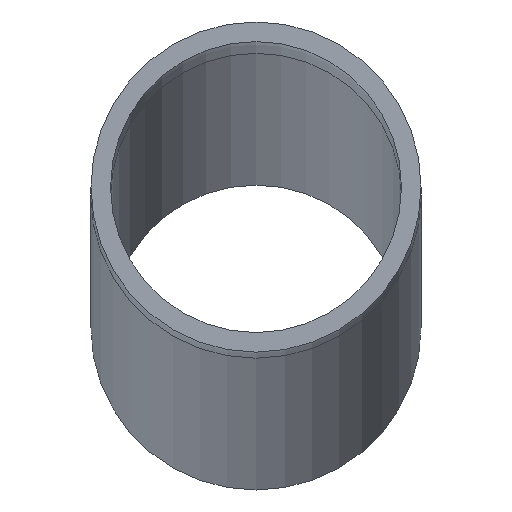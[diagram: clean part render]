
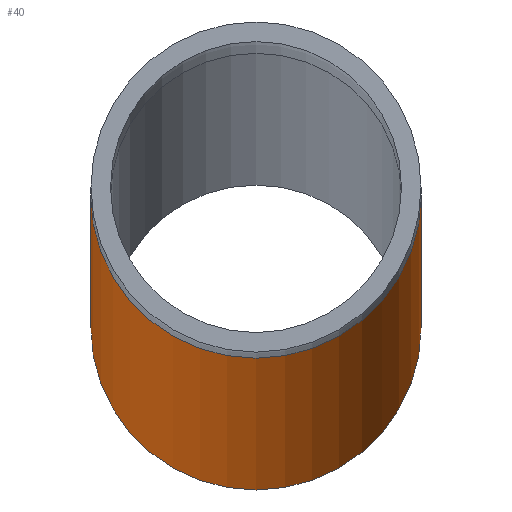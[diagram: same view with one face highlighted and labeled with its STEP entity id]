
A CAD part, left-side view. The second image highlights one B-rep face of the part: STEP entity #40.
In plain terms, the highlighted cylindrical face has radius 200 mm (diameter 400 mm), a full revolution.
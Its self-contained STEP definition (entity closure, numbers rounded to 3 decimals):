
#40 = ADVANCED_FACE( '', ( #81, #82 ), #83, .T. );
#81 = FACE_OUTER_BOUND( '', #120, .T. );
#82 = FACE_OUTER_BOUND( '', #121, .T. );
#83 = CYLINDRICAL_SURFACE( '', #122, 200. );
#120 = EDGE_LOOP( '', ( #161 ) );
#121 = EDGE_LOOP( '', ( #162 ) );
#122 = AXIS2_PLACEMENT_3D( '', #163, #164, #165 );
#161 = ORIENTED_EDGE( '', *, *, #186, .T. );
#162 = ORIENTED_EDGE( '', *, *, #191, .F. );
#163 = CARTESIAN_POINT( '', ( 1773.107, 0., -170.731 ) );
#164 = DIRECTION( '', ( -0.982, 0., 0.191 ) );
#165 = DIRECTION( '', ( -0.191, 0., -0.982 ) );
#186 = EDGE_CURVE( '', #203, #203, #204, .T. );
#191 = EDGE_CURVE( '', #211, #211, #212, .T. );
#203 = VERTEX_POINT( '', #227 );
#204 = CIRCLE( '', #228, 200. );
#211 = VERTEX_POINT( '', #235 );
#212 = CIRCLE( '', #236, 200. );
#227 = CARTESIAN_POINT( '', ( 951.485, 200., -11.024 ) );
#228 = AXIS2_PLACEMENT_3D( '', #251, #252, #253 );
#235 = CARTESIAN_POINT( '', ( 1734.946, 0., -367.056 ) );
#236 = AXIS2_PLACEMENT_3D( '', #260, #261, #262 );
#251 = CARTESIAN_POINT( '', ( 951.485, 0., -11.024 ) );
#252 = DIRECTION( '', ( 0.982, 0., -0.191 ) );
#253 = DIRECTION( '', ( 0., 1., 0. ) );
#260 = CARTESIAN_POINT( '', ( 1773.107, 0., -170.731 ) );
#261 = DIRECTION( '', ( 0.982, 0., -0.191 ) );
#262 = DIRECTION( '', ( -0.191, 0., -0.982 ) );
